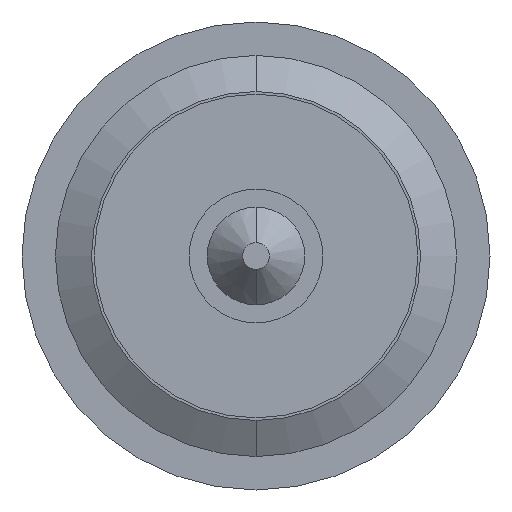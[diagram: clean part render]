
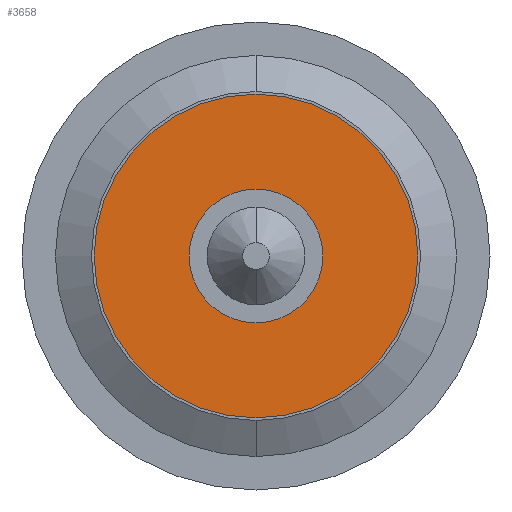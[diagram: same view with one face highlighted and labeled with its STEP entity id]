
A CAD part, front view. The second image highlights one B-rep face of the part: STEP entity #3658.
In plain terms, the highlighted planar face has unit normal (0, -1, 0).
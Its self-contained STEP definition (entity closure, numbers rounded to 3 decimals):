
#47 = PLANE ( 'NONE',  #3878 ) ;
#70 = CIRCLE ( 'NONE', #274, 1.21 ) ;
#120 = VERTEX_POINT ( 'NONE', #392 ) ;
#274 = AXIS2_PLACEMENT_3D ( 'NONE', #3536, #2823, #1582 ) ;
#347 = CIRCLE ( 'NONE', #1240, 0.5 ) ;
#392 = CARTESIAN_POINT ( 'NONE',  ( 0., -13.1, -1.21 ) ) ;
#604 = CIRCLE ( 'NONE', #3646, 0.5 ) ;
#823 = DIRECTION ( 'NONE',  ( 0., 1., 0. ) ) ;
#917 = DIRECTION ( 'NONE',  ( 0., -1., 0. ) ) ;
#928 = ORIENTED_EDGE ( 'NONE', *, *, #4045, .F. ) ;
#1031 = AXIS2_PLACEMENT_3D ( 'NONE', #3075, #3056, #2712 ) ;
#1137 = CARTESIAN_POINT ( 'NONE',  ( 0., -13.1, -0.5 ) ) ;
#1240 = AXIS2_PLACEMENT_3D ( 'NONE', #2383, #2365, #3396 ) ;
#1340 = ORIENTED_EDGE ( 'NONE', *, *, #1760, .F. ) ;
#1358 = CARTESIAN_POINT ( 'NONE',  ( 0.515, -13.1, 0. ) ) ;
#1445 = FACE_BOUND ( 'NONE', #3586, .T. ) ;
#1582 = DIRECTION ( 'NONE',  ( 0., 0., 1. ) ) ;
#1760 = EDGE_CURVE ( 'Defeature ausgef�hrt2_30+Defeature ausgef�hrt2_24+Defeature ausgef�hrt2_24+Defeature ausgef�hrt2_24', #1783, #4253, #604, .T. ) ;
#1783 = VERTEX_POINT ( 'NONE', #2192 ) ;
#1823 = CARTESIAN_POINT ( 'NONE',  ( 0., -13.1, 0. ) ) ;
#1859 = CIRCLE ( 'NONE', #1031, 1.21 ) ;
#1999 = ORIENTED_EDGE ( 'NONE', *, *, #3309, .F. ) ;
#2192 = CARTESIAN_POINT ( 'NONE',  ( 0., -13.1, 0.5 ) ) ;
#2212 = DIRECTION ( 'NONE',  ( 0., 0., 1. ) ) ;
#2222 = DIRECTION ( 'NONE',  ( 0., 0., 1. ) ) ;
#2365 = DIRECTION ( 'NONE',  ( 0., -1., 0. ) ) ;
#2383 = CARTESIAN_POINT ( 'NONE',  ( 0., -13.1, 0. ) ) ;
#2712 = DIRECTION ( 'NONE',  ( 0., 0., 1. ) ) ;
#2774 = FACE_OUTER_BOUND ( 'NONE', #3968, .T. ) ;
#2823 = DIRECTION ( 'NONE',  ( 0., 1., 0. ) ) ;
#2871 = ORIENTED_EDGE ( 'NONE', *, *, #3622, .F. ) ;
#3056 = DIRECTION ( 'NONE',  ( 0., 1., 0. ) ) ;
#3075 = CARTESIAN_POINT ( 'NONE',  ( 0., -13.1, 0. ) ) ;
#3309 = EDGE_CURVE ( 'Defeature ausgef�hrt2_25+Defeature ausgef�hrt2_24+Defeature ausgef�hrt2_24+Defeature ausgef�hrt2_24', #3537, #120, #70, .T. ) ;
#3396 = DIRECTION ( 'NONE',  ( 0., 0., 1. ) ) ;
#3536 = CARTESIAN_POINT ( 'NONE',  ( 0., -13.1, 0. ) ) ;
#3537 = VERTEX_POINT ( 'NONE', #3991 ) ;
#3586 = EDGE_LOOP ( 'NONE', ( #1340, #928 ) ) ;
#3622 = EDGE_CURVE ( 'Defeature ausgef�hrt2_25+Defeature ausgef�hrt2_24+Defeature ausgef�hrt2_24+Defeature ausgef�hrt2_24', #120, #3537, #1859, .T. ) ;
#3646 = AXIS2_PLACEMENT_3D ( 'NONE', #1823, #917, #2222 ) ;
#3658 = ADVANCED_FACE ( 'Defeature ausgef�hrt2_24', ( #1445, #2774 ), #47, .F. ) ;
#3878 = AXIS2_PLACEMENT_3D ( 'NONE', #1358, #823, #2212 ) ;
#3968 = EDGE_LOOP ( 'NONE', ( #1999, #2871 ) ) ;
#3991 = CARTESIAN_POINT ( 'NONE',  ( 0., -13.1, 1.21 ) ) ;
#4045 = EDGE_CURVE ( 'Defeature ausgef�hrt2_30+Defeature ausgef�hrt2_24+Defeature ausgef�hrt2_24+Defeature ausgef�hrt2_24', #4253, #1783, #347, .T. ) ;
#4253 = VERTEX_POINT ( 'NONE', #1137 ) ;
